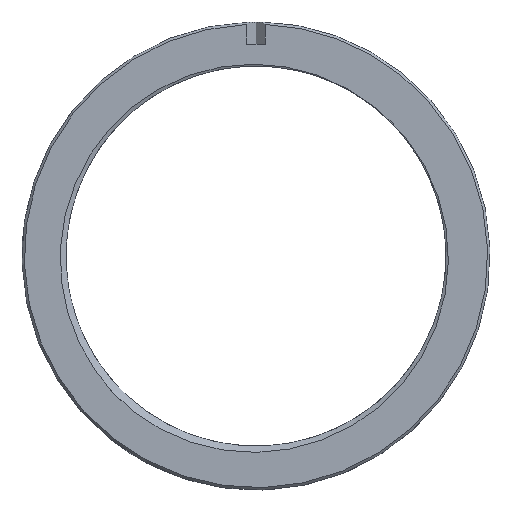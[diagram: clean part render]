
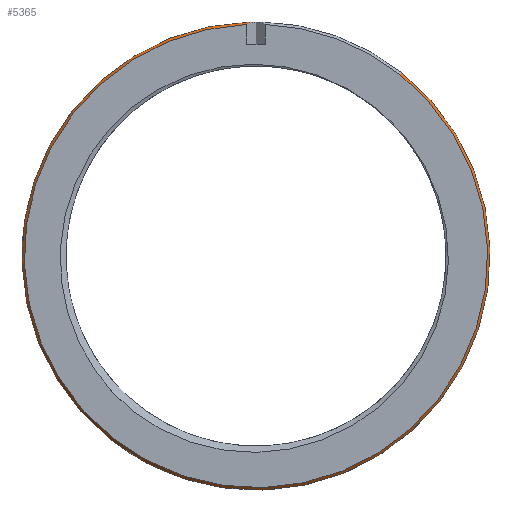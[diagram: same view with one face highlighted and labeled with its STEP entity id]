
A CAD part, top view. The second image highlights one B-rep face of the part: STEP entity #5365.
In plain terms, the highlighted conical face has half-angle 45 degrees and reference radius 25.4 mm.
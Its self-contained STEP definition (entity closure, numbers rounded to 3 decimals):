
#452=CARTESIAN_POINT('',(84.222,-269.904,27.25));
#453=VERTEX_POINT('',#452);
#857=CARTESIAN_POINT('',(99.249,-224.609,27.25));
#858=VERTEX_POINT('',#857);
#859=CARTESIAN_POINT('',(99.999,-249.998,27.25));
#860=DIRECTION('',(-0.,-0.,-1.));
#861=DIRECTION('',(-0.621,-0.784,0.));
#862=AXIS2_PLACEMENT_3D('',#859,#860,#861);
#863=CIRCLE('',#862,25.4);
#864=EDGE_CURVE('',#453,#858,#863,.T.);
#884=CARTESIAN_POINT('',(115.776,-230.092,27.25));
#885=VERTEX_POINT('',#884);
#893=CARTESIAN_POINT('',(99.999,-249.998,27.25));
#894=DIRECTION('',(-0.,-0.,-1.));
#895=DIRECTION('',(-0.621,-0.784,0.));
#896=AXIS2_PLACEMENT_3D('',#893,#894,#895);
#897=CIRCLE('',#896,25.4);
#898=EDGE_CURVE('',#885,#453,#897,.T.);
#1143=CARTESIAN_POINT('',(98.999,-224.868,27.5));
#1144=VERTEX_POINT('',#1143);
#1153=CARTESIAN_POINT('',(115.621,-230.288,27.5));
#1154=VERTEX_POINT('',#1153);
#1155=CARTESIAN_POINT('',(99.999,-249.998,27.5));
#1156=DIRECTION('',(0.,0.,1.));
#1157=DIRECTION('',(-0.621,-0.784,0.));
#1158=AXIS2_PLACEMENT_3D('',#1155,#1156,#1157);
#1159=CIRCLE('',#1158,25.15);
#1160=EDGE_CURVE('',#1144,#1154,#1159,.T.);
#2308=CARTESIAN_POINT('',(99.249,-224.609,27.25));
#2309=CARTESIAN_POINT('',(99.166,-224.695,27.334));
#2310=CARTESIAN_POINT('',(99.082,-224.782,27.417));
#2311=CARTESIAN_POINT('',(98.999,-224.868,27.5));
#2312=B_SPLINE_CURVE_WITH_KNOTS('',3,(#2308,#2309,#2310,#2311),.UNSPECIFIED.,.F.,.F.,(4,4),(0.,0.),.UNSPECIFIED.);
#2313=EDGE_CURVE('',#858,#1144,#2312,.T.);
#5348=CARTESIAN_POINT('',(99.999,-249.998,27.25));
#5349=DIRECTION('',(0.,0.,-1.));
#5350=DIRECTION('',(0.621,0.784,0.));
#5351=AXIS2_PLACEMENT_3D('',#5348,#5349,#5350);
#5352=CONICAL_SURFACE('',#5351,25.4,45.);
#5353=CARTESIAN_POINT('',(115.776,-230.092,27.25));
#5354=DIRECTION('',(-0.439,-0.554,0.707));
#5355=VECTOR('',#5354,0.354);
#5356=LINE('',#5353,#5355);
#5357=EDGE_CURVE('',#885,#1154,#5356,.T.);
#5358=ORIENTED_EDGE('',*,*,#5357,.T.);
#5359=ORIENTED_EDGE('',*,*,#1160,.F.);
#5360=ORIENTED_EDGE('',*,*,#2313,.F.);
#5361=ORIENTED_EDGE('',*,*,#864,.F.);
#5362=ORIENTED_EDGE('',*,*,#898,.F.);
#5363=EDGE_LOOP('',(#5358,#5359,#5360,#5361,#5362));
#5364=FACE_BOUND('',#5363,.T.);
#5365=ADVANCED_FACE('',(#5364),#5352,.T.);
